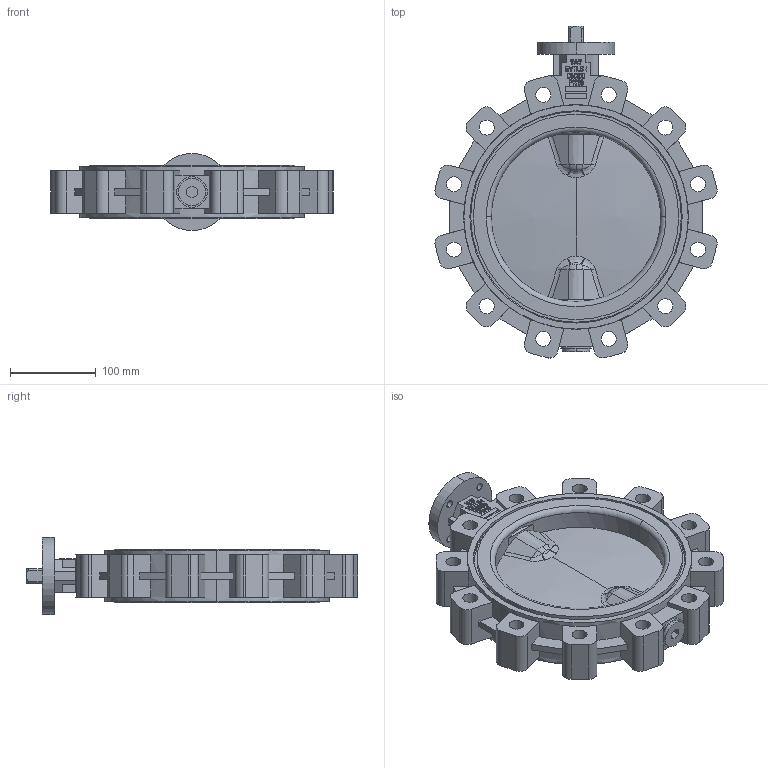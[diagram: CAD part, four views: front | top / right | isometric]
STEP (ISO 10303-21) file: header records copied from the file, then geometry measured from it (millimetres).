
FILE_DESCRIPTION (( 'STEP AP203' ), '1' );
FILE_NAME ('EVTLS-i DN200 PN16 F07-L17.STEP', '2024-04-22T12:51:26', ( '' ), ( '' ), 'SwSTEP 2.0', 'SolidWorks 2015', '' );
FILE_SCHEMA (( 'CONFIG_CONTROL_DESIGN' ));
Length unit declared in the file: millimetre
Products named in the file (1): EVTLS-i DN200 PN16 F07-L17
Bounding box: 329.4 x 387.68 x 90 mm (x, y, z)
Volume: 2824749.3 mm3; surface area: 334116.1 mm2
Topology: 1 solids, 1 shells, 558 faces, 1507 edges, 989 vertices
Faces by surface type: plane 318, cylinder 101, bspline 98, torus 24, cone 13, sphere 4
Entity records: 22549 total; most frequent: CARTESIAN_POINT 8846, ORIENTED_EDGE 3014, DIRECTION 2532, EDGE_CURVE 1507, VERTEX_POINT 989, VECTOR 930, LINE 930, AXIS2_PLACEMENT_3D 801
